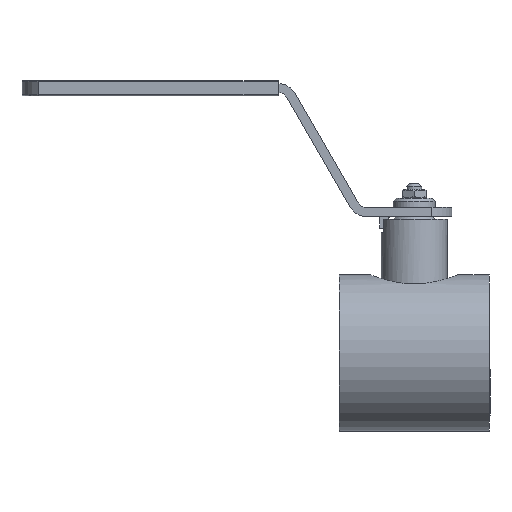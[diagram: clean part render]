
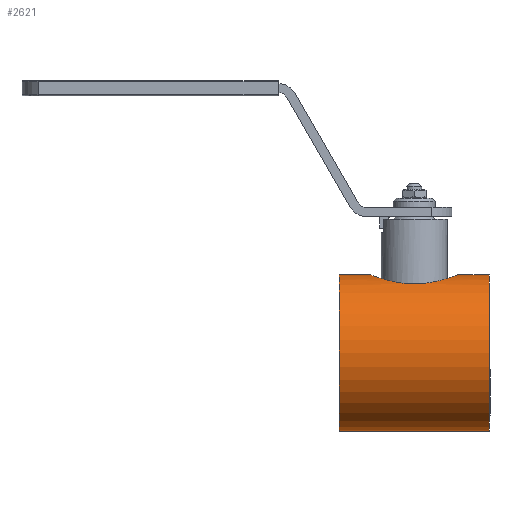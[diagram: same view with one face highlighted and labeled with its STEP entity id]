
A CAD part, left-side view. The second image highlights one B-rep face of the part: STEP entity #2621.
In plain terms, the highlighted cylindrical face has radius 26 mm (diameter 52 mm), a full revolution.
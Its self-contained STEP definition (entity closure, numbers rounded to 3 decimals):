
#2537=CARTESIAN_POINT('',(0.0,0.0,0.0));
#2538=DIRECTION('',(1.0,0.0,0.0));
#2539=DIRECTION('',(0.0,1.0,0.0));
#2540=AXIS2_PLACEMENT_3D('',#2537,#2538,#2539);
#2541=CYLINDRICAL_SURFACE('',#2540,26.);
#2542=CARTESIAN_POINT('',(25.0,26.,0.));
#2543=VERTEX_POINT('',#2542);
#2544=CARTESIAN_POINT('',(25.0,0.0,0.0));
#2545=DIRECTION('',(1.0,0.0,0.0));
#2546=DIRECTION('',(0.0,1.0,0.0));
#2547=AXIS2_PLACEMENT_3D('',#2544,#2545,#2546);
#2548=CIRCLE('',#2547,26.);
#2549=EDGE_CURVE('',#2543,#2543,#2548,.T.);
#2550=ORIENTED_EDGE('',*,*,#2549,.F.);
#2551=EDGE_LOOP('',(#2550));
#2552=FACE_OUTER_BOUND('',#2551,.T.);
#2553=CARTESIAN_POINT('',(14.517,26.,0.));
#2554=VERTEX_POINT('',#2553);
#2555=CARTESIAN_POINT('',(-14.517,26.,0.));
#2556=VERTEX_POINT('',#2555);
#2557=CARTESIAN_POINT('',(-14.517,26.,0.));
#2558=CARTESIAN_POINT('',(-14.517,26.,0.869));
#2559=CARTESIAN_POINT('',(-14.401,25.955,1.748));
#2560=CARTESIAN_POINT('',(-13.94,25.783,3.458));
#2561=CARTESIAN_POINT('',(-13.596,25.656,4.288));
#2562=CARTESIAN_POINT('',(-12.281,25.193,6.622));
#2563=CARTESIAN_POINT('',(-11.013,24.774,7.964));
#2564=CARTESIAN_POINT('',(-8.35,24.049,9.935));
#2565=CARTESIAN_POINT('',(-6.779,23.687,10.736));
#2566=CARTESIAN_POINT('',(-3.431,23.182,11.787));
#2567=CARTESIAN_POINT('',(-1.654,23.045,12.038));
#2568=CARTESIAN_POINT('',(1.654,23.045,12.038));
#2569=CARTESIAN_POINT('',(3.431,23.182,11.787));
#2570=CARTESIAN_POINT('',(6.779,23.687,10.736));
#2571=CARTESIAN_POINT('',(8.35,24.049,9.935));
#2572=CARTESIAN_POINT('',(11.013,24.774,7.964));
#2573=CARTESIAN_POINT('',(12.281,25.193,6.622));
#2574=CARTESIAN_POINT('',(13.596,25.656,4.288));
#2575=CARTESIAN_POINT('',(13.94,25.783,3.458));
#2576=CARTESIAN_POINT('',(14.401,25.955,1.748));
#2577=CARTESIAN_POINT('',(14.517,26.,0.869));
#2578=CARTESIAN_POINT('',(14.517,26.,0.));
#2579=B_SPLINE_CURVE_WITH_KNOTS('',3,(#2557,#2558,#2559,#2560,#2561,#2562,#2563,#2564,#2565,#2566,#2567,#2568,#2569,#2570,#2571,#2572,#2573,#2574,#2575,#2576,#2577,#2578),.UNSPECIFIED.,.F.,.U.,(4,2,2,2,2,2,2,2,2,2,4),(2.035,2.296,2.556,3.078,3.574,4.07,4.566,5.062,5.583,5.844,6.105),.UNSPECIFIED.);
#2580=EDGE_CURVE('',#2554,#2556,#2579,.F.);
#2581=ORIENTED_EDGE('',*,*,#2580,.T.);
#2582=CARTESIAN_POINT('',(14.517,26.,0.));
#2583=CARTESIAN_POINT('',(14.517,26.,-0.869));
#2584=CARTESIAN_POINT('',(14.401,25.955,-1.748));
#2585=CARTESIAN_POINT('',(13.94,25.783,-3.458));
#2586=CARTESIAN_POINT('',(13.596,25.656,-4.288));
#2587=CARTESIAN_POINT('',(12.281,25.193,-6.622));
#2588=CARTESIAN_POINT('',(11.013,24.774,-7.964));
#2589=CARTESIAN_POINT('',(8.35,24.049,-9.935));
#2590=CARTESIAN_POINT('',(6.779,23.687,-10.736));
#2591=CARTESIAN_POINT('',(3.431,23.182,-11.787));
#2592=CARTESIAN_POINT('',(1.654,23.045,-12.038));
#2593=CARTESIAN_POINT('',(0.0,23.045,-12.038));
#2594=CARTESIAN_POINT('',(-1.654,23.045,-12.038));
#2595=CARTESIAN_POINT('',(-3.431,23.182,-11.787));
#2596=CARTESIAN_POINT('',(-6.779,23.687,-10.736));
#2597=CARTESIAN_POINT('',(-8.35,24.049,-9.935));
#2598=CARTESIAN_POINT('',(-11.013,24.774,-7.964));
#2599=CARTESIAN_POINT('',(-12.281,25.193,-6.622));
#2600=CARTESIAN_POINT('',(-13.596,25.656,-4.288));
#2601=CARTESIAN_POINT('',(-13.94,25.783,-3.458));
#2602=CARTESIAN_POINT('',(-14.401,25.955,-1.748));
#2603=CARTESIAN_POINT('',(-14.517,26.,-0.869));
#2604=CARTESIAN_POINT('',(-14.517,26.,0.));
#2605=B_SPLINE_CURVE_WITH_KNOTS('',3,(#2582,#2583,#2584,#2585,#2586,#2587,#2588,#2589,#2590,#2591,#2592,#2593,#2594,#2595,#2596,#2597,#2598,#2599,#2600,#2601,#2602,#2603,#2604),.UNSPECIFIED.,.F.,.U.,(4,2,2,2,2,3,2,2,2,2,4),(6.105,6.366,6.626,7.148,7.644,8.14,8.636,9.132,9.653,9.914,10.175),.UNSPECIFIED.);
#2606=EDGE_CURVE('',#2556,#2554,#2605,.F.);
#2607=ORIENTED_EDGE('',*,*,#2606,.T.);
#2608=EDGE_LOOP('',(#2581,#2607));
#2609=FACE_BOUND('',#2608,.T.);
#2610=CARTESIAN_POINT('',(-25.0,26.0,0.));
#2611=VERTEX_POINT('',#2610);
#2612=CARTESIAN_POINT('',(-25.0,0.0,0.0));
#2613=DIRECTION('',(1.0,0.0,0.0));
#2614=DIRECTION('',(0.0,1.0,0.0));
#2615=AXIS2_PLACEMENT_3D('',#2612,#2613,#2614);
#2616=CIRCLE('',#2615,26.0);
#2617=EDGE_CURVE('',#2611,#2611,#2616,.T.);
#2618=ORIENTED_EDGE('',*,*,#2617,.T.);
#2619=EDGE_LOOP('',(#2618));
#2620=FACE_BOUND('',#2619,.T.);
#2621=ADVANCED_FACE('',(#2552,#2609,#2620),#2541,.T.);
